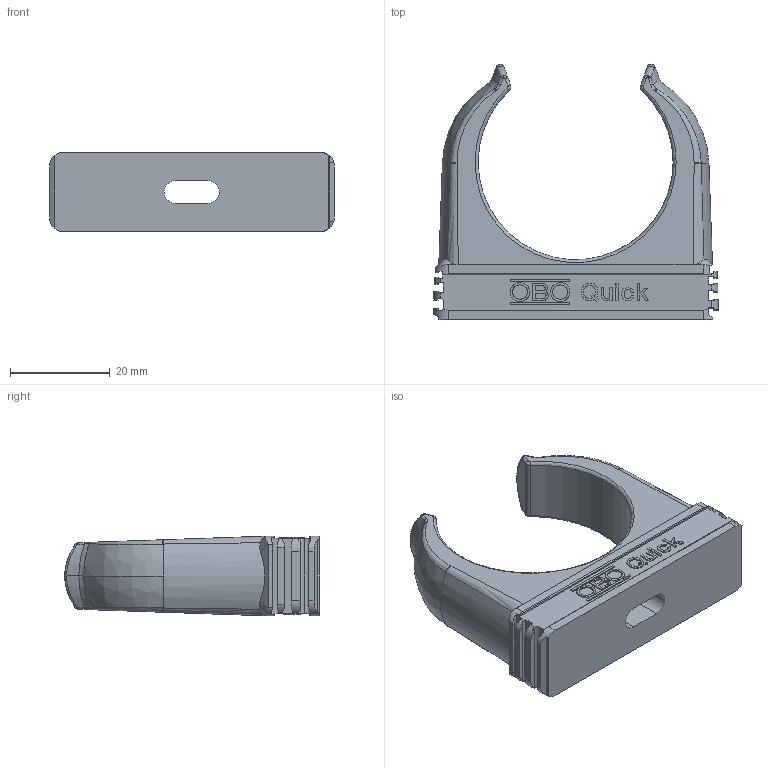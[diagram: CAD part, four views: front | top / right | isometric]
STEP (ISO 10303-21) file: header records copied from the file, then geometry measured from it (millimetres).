
FILE_DESCRIPTION((''),'2;1');
FILE_NAME('2149028','2012-08-08T',('AndreasKeweloh'),(''),'PRO/ENGINEER BY PARAMETRIC TECHNOLOGY CORPORATION, 2012130','PRO/ENGINEER BY PARAMETRIC TECHNOLOGY CORPORATION, 2012130','');
FILE_SCHEMA(('CONFIG_CONTROL_DESIGN'));
Length unit declared in the file: millimetre
Products named in the file (1): 2149028
Bounding box: 57.25 x 51.25 x 16 mm (x, y, z)
Volume: 18491 mm3; surface area: 7275.1 mm2
Topology: 1 solids, 1 shells, 515 faces, 1413 edges, 922 vertices
Faces by surface type: plane 368, cylinder 77, bspline 58, extrusion 12
Entity records: 20181 total; most frequent: CARTESIAN_POINT 7676, ORIENTED_EDGE 2826, DIRECTION 2161, EDGE_CURVE 1413, VECTOR 1055, LINE 1043, VERTEX_POINT 922, AXIS2_PLACEMENT_3D 553
